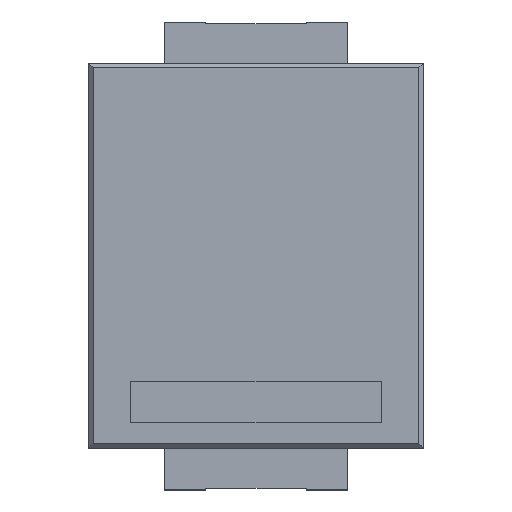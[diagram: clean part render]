
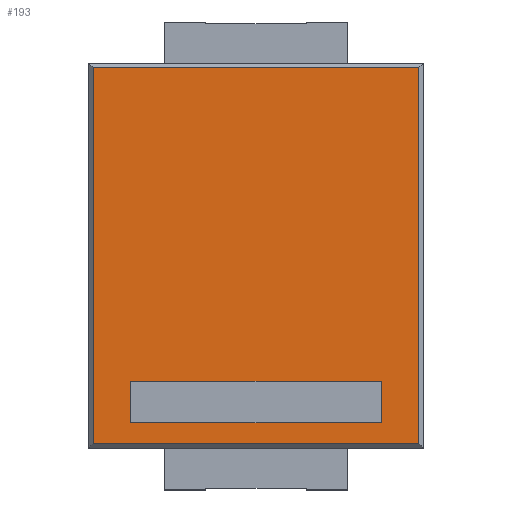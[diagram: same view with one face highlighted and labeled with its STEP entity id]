
A CAD part, top view. The second image highlights one B-rep face of the part: STEP entity #193.
In plain terms, the highlighted planar face has unit normal (0, 0, 1).
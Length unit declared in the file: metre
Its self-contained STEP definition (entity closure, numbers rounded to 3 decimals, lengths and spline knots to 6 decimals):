
#193=ADVANCED_FACE('0:4801',(#255,#256),#257,.T.);
#255=FACE_OUTER_BOUND('',#384,.T.);
#256=FACE_BOUND('',#385,.T.);
#257=PLANE('',#386);
#384=EDGE_LOOP('',(#489,#490,#491,#492));
#385=EDGE_LOOP('',(#493,#494,#495,#496));
#386=AXIS2_PLACEMENT_3D('',#497,#498,#499);
#472=EDGE_CURVE('0:4885',#831,#833,#834,.T.);
#477=EDGE_CURVE('0:4906',#840,#842,#843,.T.);
#481=EDGE_CURVE('0:4909',#833,#840,#847,.T.);
#485=EDGE_CURVE('0:4903',#842,#831,#851,.T.);
#489=ORIENTED_EDGE('',*,*,#855,.F.);
#490=ORIENTED_EDGE('',*,*,#856,.F.);
#491=ORIENTED_EDGE('',*,*,#857,.F.);
#492=ORIENTED_EDGE('',*,*,#858,.F.);
#493=ORIENTED_EDGE('',*,*,#472,.F.);
#494=ORIENTED_EDGE('',*,*,#485,.F.);
#495=ORIENTED_EDGE('',*,*,#477,.F.);
#496=ORIENTED_EDGE('',*,*,#481,.F.);
#497=CARTESIAN_POINT('',(0.0,0.0,0.0011));
#498=DIRECTION('',(0.0,0.0,1.0));
#499=DIRECTION('',(1.0,0.0,0.0));
#831=VERTEX_POINT('',#964);
#833=VERTEX_POINT('',#967);
#834=LINE('',#968,#969);
#840=VERTEX_POINT('',#977);
#842=VERTEX_POINT('',#980);
#843=LINE('',#981,#982);
#847=LINE('',#988,#989);
#851=LINE('',#994,#995);
#855=EDGE_CURVE('0:4891',#999,#1000,#1001,.T.);
#856=EDGE_CURVE('0:4894',#1002,#999,#1003,.T.);
#857=EDGE_CURVE('0:4897',#1004,#1002,#1005,.T.);
#858=EDGE_CURVE('0:4900',#1000,#1004,#1006,.T.);
#964=CARTESIAN_POINT('',(0.0005,-0.0038,0.0011));
#967=CARTESIAN_POINT('',(0.0005,-0.0043,0.0011));
#968=CARTESIAN_POINT('',(0.0005,-0.0019,0.0011));
#969=VECTOR('',#1173,1.0);
#977=CARTESIAN_POINT('',(0.0035,-0.0043,0.0011));
#980=CARTESIAN_POINT('',(0.0035,-0.0038,0.0011));
#981=CARTESIAN_POINT('',(0.0035,-0.0019,0.0011));
#982=VECTOR('',#1177,1.0);
#988=CARTESIAN_POINT('',(0.001,-0.0043,0.0011));
#989=VECTOR('',#1180,1.0);
#994=CARTESIAN_POINT('',(0.001,-0.0038,0.0011));
#995=VECTOR('',#1182,1.0);
#999=VERTEX_POINT('',#1183);
#1000=VERTEX_POINT('',#1184);
#1001=LINE('',#1185,#1186);
#1002=VERTEX_POINT('',#1187);
#1003=LINE('',#1188,#1189);
#1004=VERTEX_POINT('',#1190);
#1005=LINE('',#1191,#1192);
#1006=LINE('',#1193,#1194);
#1173=DIRECTION('',(0.0,-1.0,0.0));
#1177=DIRECTION('',(0.0,1.0,-0.0));
#1180=DIRECTION('',(1.0,0.0,0.0));
#1182=DIRECTION('',(-1.0,0.0,0.0));
#1183=CARTESIAN_POINT('',(0.00005,-0.00455,0.0011));
#1184=CARTESIAN_POINT('',(0.00005,-0.00005,0.0011));
#1185=CARTESIAN_POINT('',(0.00005,-0.00115,0.0011));
#1186=VECTOR('',#1459,1.0);
#1187=CARTESIAN_POINT('',(0.00395,-0.00455,0.0011));
#1188=CARTESIAN_POINT('',(0.001,-0.00455,0.0011));
#1189=VECTOR('',#1460,1.0);
#1190=CARTESIAN_POINT('',(0.00395,-0.00005,0.0011));
#1191=CARTESIAN_POINT('',(0.00395,-0.00115,0.0011));
#1192=VECTOR('',#1461,1.0);
#1193=CARTESIAN_POINT('',(0.001,-0.00005,0.0011));
#1194=VECTOR('',#1462,1.0);
#1459=DIRECTION('',(0.0,1.0,-0.0));
#1460=DIRECTION('',(-1.0,0.0,0.0));
#1461=DIRECTION('',(0.0,-1.0,0.0));
#1462=DIRECTION('',(1.0,0.0,0.0));
